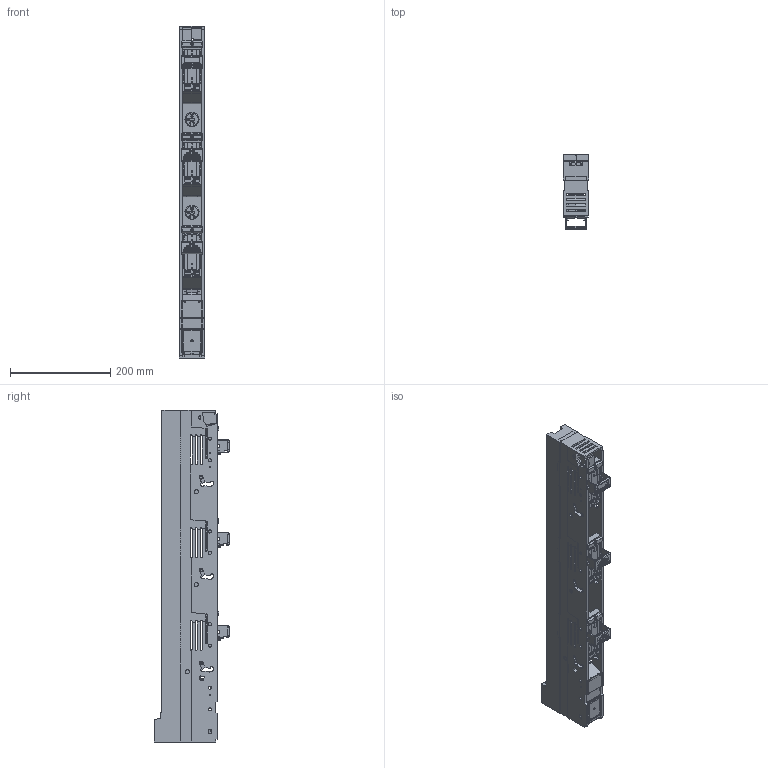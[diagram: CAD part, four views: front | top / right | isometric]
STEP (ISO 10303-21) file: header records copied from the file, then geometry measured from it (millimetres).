
FILE_DESCRIPTION(('CATIA V5 STEP'),'2;1');
FILE_NAME('L0683_NH_Sicherungslastschaltleiste_SL00_3x_185_P0070.stp','2018-12-11T10:44:06+00:00',('none'),('Jean Müller GmbH'),'CATIA Version 5 Release 19 SP 9 (IN-10)','CATIA V5 STEP AP214','none');
FILE_SCHEMA(('AUTOMOTIVE_DESIGN { 1 0 10303 214 1 1 1 1 }'));
Products named in the file (1): L0683_NH-Sicherungslastschaltleiste SL00-3x/185/P0070
Bounding box: 50 x 149.87 x 662 mm (x, y, z)
Volume: 1342620.7 mm3; surface area: 527347.1 mm2
Topology: 17 solids, 25 shells, 5835 faces, 16357 edges, 10351 vertices
Faces by surface type: plane 3261, cylinder 1583, bspline 577, cone 267, sphere 109, torus 38
Entity records: 212781 total; most frequent: CARTESIAN_POINT 79787, ORIENTED_EDGE 32208, DIRECTION 19607, EDGE_CURVE 16104, VERTEX_POINT 10351, VECTOR 9191, LINE 9191, AXIS2_PLACEMENT_3D 6270
